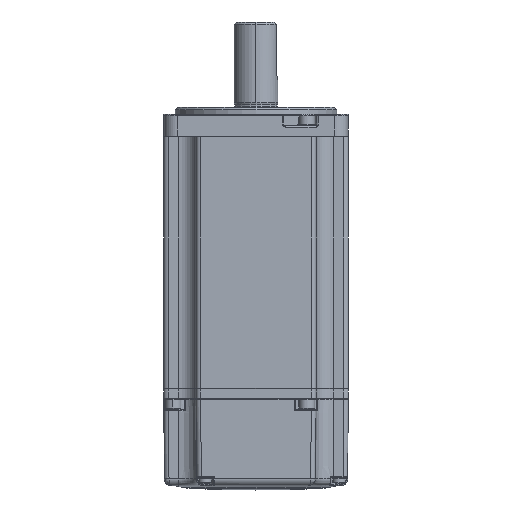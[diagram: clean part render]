
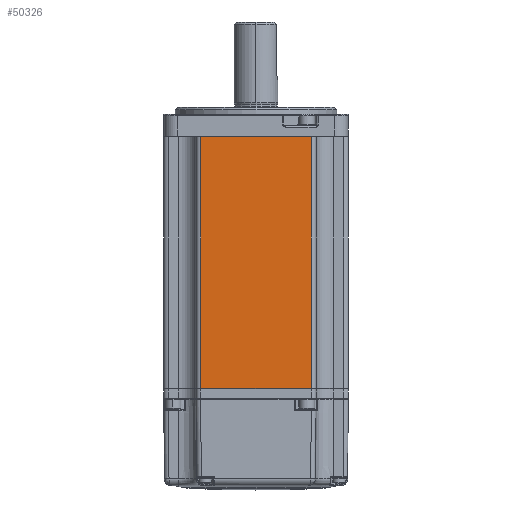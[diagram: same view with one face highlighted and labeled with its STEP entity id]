
A CAD part, front view. The second image highlights one B-rep face of the part: STEP entity #50326.
In plain terms, the highlighted planar face has unit normal (0, -1, 0).
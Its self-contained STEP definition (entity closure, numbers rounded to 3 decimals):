
#4147 = CARTESIAN_POINT ( 'NONE',  ( -24., -40., 110.3 ) ) ;
#4148 = DIRECTION ( 'NONE',  ( -1., 0., 0. ) ) ;
#4154 = CARTESIAN_POINT ( 'NONE',  ( 24., -40., 1.2 ) ) ;
#4155 = DIRECTION ( 'NONE',  ( 1., 0., 0. ) ) ;
#4244 = CARTESIAN_POINT ( 'NONE',  ( 24., -40., 111.5 ) ) ;
#4245 = DIRECTION ( 'NONE',  ( 0., 0., 1. ) ) ;
#4253 = CARTESIAN_POINT ( 'NONE',  ( -24., -40., 111.5 ) ) ;
#4254 = DIRECTION ( 'NONE',  ( 0., 0., -1. ) ) ;
#4725 = LINE ( 'NONE', #4147, #4728 ) ;
#4728 = VECTOR ( 'NONE', #4148, 1000. ) ;
#4733 = LINE ( 'NONE', #4154, #4736 ) ;
#4736 = VECTOR ( 'NONE', #4155, 1000. ) ;
#4807 = LINE ( 'NONE', #4253, #4810 ) ;
#4810 = VECTOR ( 'NONE', #4254, 1000. ) ;
#4811 = LINE ( 'NONE', #4244, #4813 ) ;
#4813 = VECTOR ( 'NONE', #4245, 1000. ) ;
#11390 = CARTESIAN_POINT ( 'NONE',  ( -24., -40., 1.2 ) ) ;
#11393 = CARTESIAN_POINT ( 'NONE',  ( 24., -40., 110.3 ) ) ;
#11394 = CARTESIAN_POINT ( 'NONE',  ( -24., -40., 110.3 ) ) ;
#11398 = CARTESIAN_POINT ( 'NONE',  ( 24., -40., 1.2 ) ) ;
#11517 = VERTEX_POINT ( 'NONE', #11390 ) ;
#11520 = VERTEX_POINT ( 'NONE', #11393 ) ;
#11521 = VERTEX_POINT ( 'NONE', #11394 ) ;
#11525 = VERTEX_POINT ( 'NONE', #11398 ) ;
#19913 = ORIENTED_EDGE ( 'NONE', *, *, #20459, .T. ) ;
#19914 = ORIENTED_EDGE ( 'NONE', *, *, #20416, .T. ) ;
#19915 = ORIENTED_EDGE ( 'NONE', *, *, #20461, .T. ) ;
#19916 = ORIENTED_EDGE ( 'NONE', *, *, #20412, .T. ) ;
#20412 = EDGE_CURVE ( 'NONE', #11520, #11521, #4725, .T. ) ;
#20416 = EDGE_CURVE ( 'NONE', #11517, #11525, #4733, .T. ) ;
#20459 = EDGE_CURVE ( 'NONE', #11521, #11517, #4807, .T. ) ;
#20461 = EDGE_CURVE ( 'NONE', #11525, #11520, #4811, .T. ) ;
#23472 = FACE_OUTER_BOUND ( 'NONE', #31553, .T. ) ;
#31553 = EDGE_LOOP ( 'NONE', ( #19913, #19914, #19915, #19916 ) ) ;
#40675 = AXIS2_PLACEMENT_3D ( 'NONE', #41294, #41302, #41303 ) ;
#41294 = CARTESIAN_POINT ( 'NONE',  ( 0., -40., 111.5 ) ) ;
#41299 = PLANE ( 'NONE',  #40675 ) ;
#41302 = DIRECTION ( 'NONE',  ( 0., 1., 0. ) ) ;
#41303 = DIRECTION ( 'NONE',  ( -1., 0., 0. ) ) ;
#50326 = ADVANCED_FACE ( 'NONE', ( #23472 ), #41299, .F. ) ;
